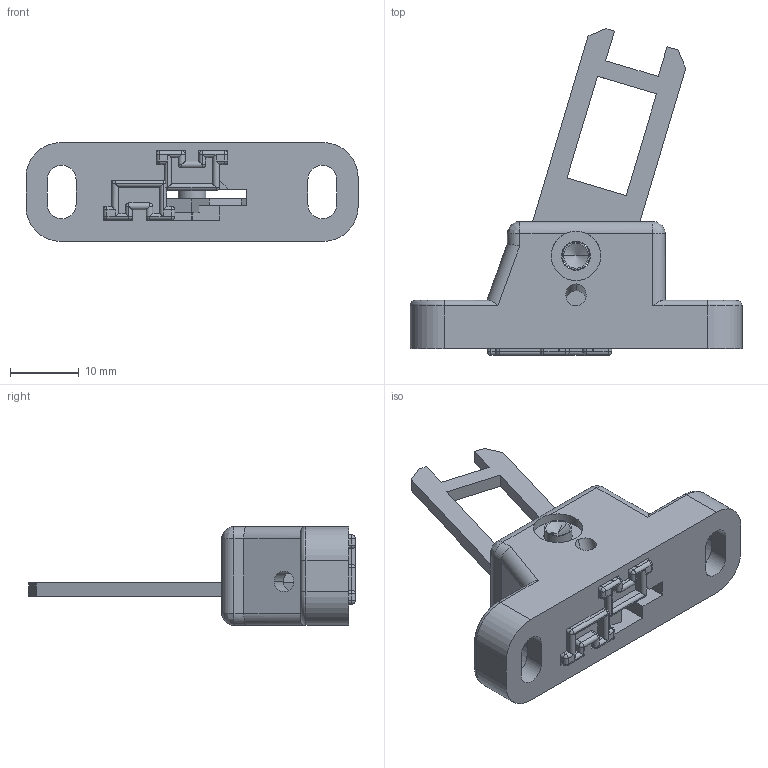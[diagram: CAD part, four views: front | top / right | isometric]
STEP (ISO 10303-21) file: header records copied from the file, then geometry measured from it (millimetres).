
FILE_DESCRIPTION (( 'STEP AP203' ), '1' );
FILE_NAME ('HS9Z-A55.STEP', '2021-07-27T07:16:30', ( '' ), ( '' ), 'SwSTEP 2.0', 'SolidWorks 2019', '' );
FILE_SCHEMA (( 'CONFIG_CONTROL_DESIGN' ));
Length unit declared in the file: millimetre
Products named in the file (4): HS9Z-A55; HS9Z-A55-ACTR-BASE; HS5B-KA-STOP-2_蹬怮椔; HS9Z-A55-ACTR_蹬怮椔
Assembly tree (4 placements, depth 2):
  HS9Z-A55
    HS9Z-A55-ACTR-BASE
    HS9Z-A55-ACTR_蹬怮椔
    HS5B-KA-STOP-2_蹬怮椔  x2
Bounding box: 48.4 x 47.64 x 14.4 mm (x, y, z)
Volume: 6991 mm3; surface area: 6189.8 mm2
Topology: 5 solids, 5 shells, 373 faces, 926 edges, 520 vertices
Faces by surface type: plane 184, cylinder 139, bspline 48, cone 2
Entity records: 8596 total; most frequent: CARTESIAN_POINT 2001, ORIENTED_EDGE 1306, DIRECTION 1253, EDGE_CURVE 653, VECTOR 457, LINE 457, VERTEX_POINT 398, AXIS2_PLACEMENT_3D 398
